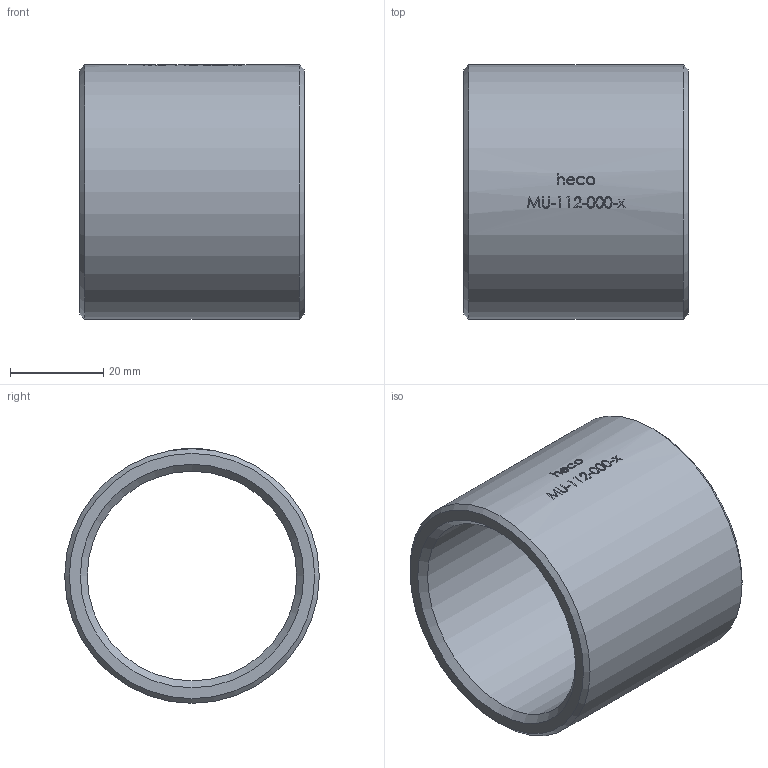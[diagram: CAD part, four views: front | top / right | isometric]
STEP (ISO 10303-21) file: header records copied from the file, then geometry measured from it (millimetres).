
FILE_DESCRIPTION (( 'STEP AP214' ), '1' );
FILE_NAME ('MU-112-000-x Muffe 2305.STEP', '2023-05-03T11:29:37', ( '' ), ( '' ), 'SwSTEP 2.0', 'SolidWorks 2019', '' );
FILE_SCHEMA (( 'AUTOMOTIVE_DESIGN' ));
Length unit declared in the file: millimetre
Products named in the file (1): MU-112-000-x Muffe 2305
Bounding box: 48 x 54.5 x 54.52 mm (x, y, z)
Volume: 35659.2 mm3; surface area: 16051 mm2
Topology: 1 solids, 1 shells, 178 faces, 461 edges, 306 vertices
Faces by surface type: plane 76, bspline 75, cylinder 23, cone 4
Full cylindrical faces by diameter (mm): 44.85 x1, 54.5 x1
Entity records: 9985 total; most frequent: CARTESIAN_POINT 4358, ORIENTED_EDGE 910, DIRECTION 515, EDGE_CURVE 455, VERTEX_POINT 306, VECTOR 211, LINE 211, EDGE_LOOP 207
